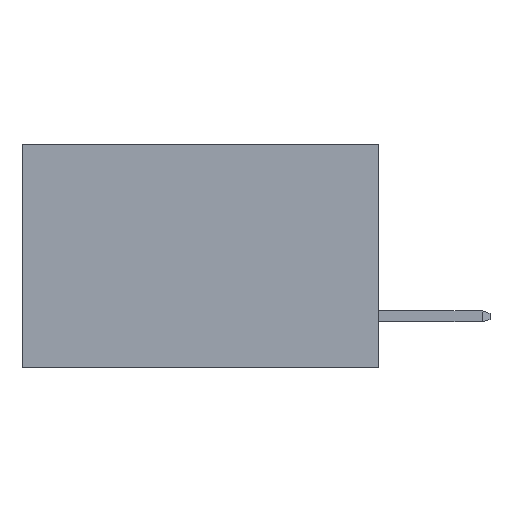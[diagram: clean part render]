
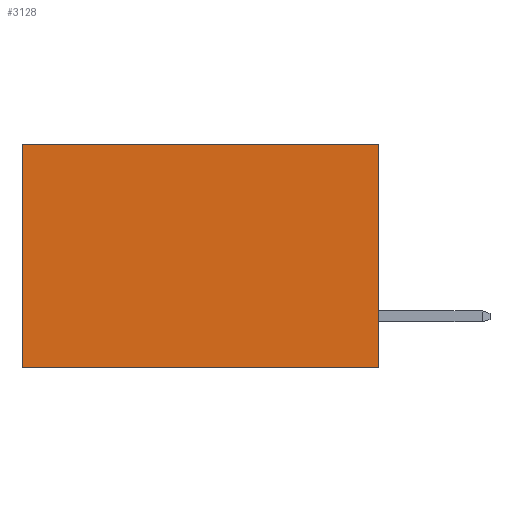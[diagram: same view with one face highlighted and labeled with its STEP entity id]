
A CAD part, left-side view. The second image highlights one B-rep face of the part: STEP entity #3128.
In plain terms, the highlighted planar face has unit normal (-1, 0, 0).
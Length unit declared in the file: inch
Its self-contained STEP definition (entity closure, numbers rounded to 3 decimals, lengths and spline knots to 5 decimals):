
#88 = VERTEX_POINT ( 'NONE', #6290 ) ;
#99 = VERTEX_POINT ( 'NONE', #1933 ) ;
#735 = VECTOR ( 'NONE', #3405, 39.37008 ) ;
#1601 = DIRECTION ( 'NONE',  ( 0., 0., -1. ) ) ;
#1933 = CARTESIAN_POINT ( 'NONE',  ( 0.277, 0.59, 0. ) ) ;
#2052 = LINE ( 'NONE', #3142, #5347 ) ;
#2120 = EDGE_CURVE ( 'NONE', #88, #5863, #6735, .T. ) ;
#2412 = VERTEX_POINT ( 'NONE', #8048 ) ;
#2708 = EDGE_CURVE ( 'NONE', #99, #5863, #2052, .T. ) ;
#3128 = ADVANCED_FACE ( 'NONE', ( #6459 ), #6053, .F. ) ;
#3142 = CARTESIAN_POINT ( 'NONE',  ( 0.277, 0.59, -0.37 ) ) ;
#3405 = DIRECTION ( 'NONE',  ( 0., 1., 0. ) ) ;
#3474 = ORIENTED_EDGE ( 'NONE', *, *, #2708, .T. ) ;
#3581 = ORIENTED_EDGE ( 'NONE', *, *, #2120, .F. ) ;
#3590 = ORIENTED_EDGE ( 'NONE', *, *, #4868, .F. ) ;
#3691 = VECTOR ( 'NONE', #9264, 39.37008 ) ;
#3778 = ORIENTED_EDGE ( 'NONE', *, *, #8727, .T. ) ;
#3891 = CARTESIAN_POINT ( 'NONE',  ( 0.277, 0.59, -0.37 ) ) ;
#4868 = EDGE_CURVE ( 'NONE', #2412, #88, #7071, .T. ) ;
#4986 = VECTOR ( 'NONE', #7731, 39.37008 ) ;
#5210 = CARTESIAN_POINT ( 'NONE',  ( 0.277, 0., -0.37 ) ) ;
#5347 = VECTOR ( 'NONE', #7733, 39.37008 ) ;
#5796 = EDGE_LOOP ( 'NONE', ( #3474, #3581, #3590, #3778 ) ) ;
#5863 = VERTEX_POINT ( 'NONE', #3891 ) ;
#6053 = PLANE ( 'NONE',  #9074 ) ;
#6290 = CARTESIAN_POINT ( 'NONE',  ( 0.277, 0., -0.37 ) ) ;
#6425 = DIRECTION ( 'NONE',  ( 1., 0., 0. ) ) ;
#6459 = FACE_OUTER_BOUND ( 'NONE', #5796, .T. ) ;
#6735 = LINE ( 'NONE', #5210, #735 ) ;
#7071 = LINE ( 'NONE', #7797, #4986 ) ;
#7443 = CARTESIAN_POINT ( 'NONE',  ( 0.277, 0., -0.37 ) ) ;
#7493 = LINE ( 'NONE', #8594, #3691 ) ;
#7731 = DIRECTION ( 'NONE',  ( 0., 0., -1. ) ) ;
#7733 = DIRECTION ( 'NONE',  ( 0., 0., -1. ) ) ;
#7797 = CARTESIAN_POINT ( 'NONE',  ( 0.277, 0., -0.37 ) ) ;
#8048 = CARTESIAN_POINT ( 'NONE',  ( 0.277, 0., 0. ) ) ;
#8594 = CARTESIAN_POINT ( 'NONE',  ( 0.277, 0., 0. ) ) ;
#8727 = EDGE_CURVE ( 'NONE', #2412, #99, #7493, .T. ) ;
#9074 = AXIS2_PLACEMENT_3D ( 'NONE', #7443, #6425, #1601 ) ;
#9264 = DIRECTION ( 'NONE',  ( 0., 1., 0. ) ) ;
